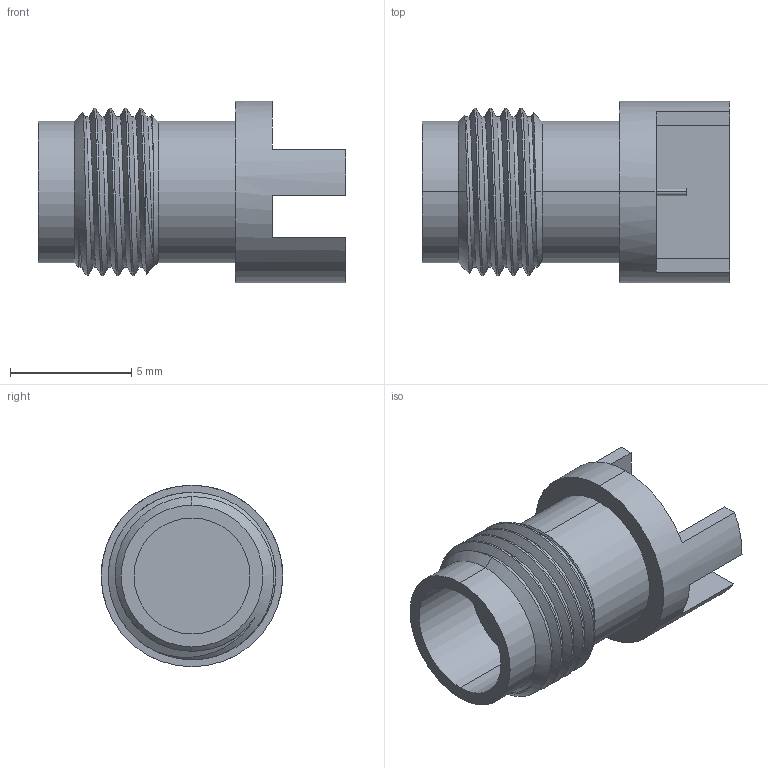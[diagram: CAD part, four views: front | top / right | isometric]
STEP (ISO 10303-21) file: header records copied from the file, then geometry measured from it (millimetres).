
FILE_DESCRIPTION (( 'STEP AP214' ), '1' );
FILE_NAME ('FMCN45943_3D.step', '2023-08-18T22:54:02', ( '' ), ( '' ), 'SwSTEP 2.0', 'SolidWorks 2022', '' );
FILE_SCHEMA (( 'AUTOMOTIVE_DESIGN' ));
Length unit declared in the file: millimetre
Products named in the file (1): FMCN45943_3D
Bounding box: 12.7 x 7.49 x 7.49 mm (x, y, z)
Volume: 286.4 mm3; surface area: 445.6 mm2
Topology: 1 solids, 1 shells, 69 faces, 160 edges, 105 vertices
Faces by surface type: cylinder 37, plane 24, cone 5, bspline 3
Entity records: 2970 total; most frequent: CARTESIAN_POINT 1392, DIRECTION 323, ORIENTED_EDGE 320, EDGE_CURVE 160, AXIS2_PLACEMENT_3D 129, VERTEX_POINT 105, EDGE_LOOP 81, ADVANCED_FACE 69
